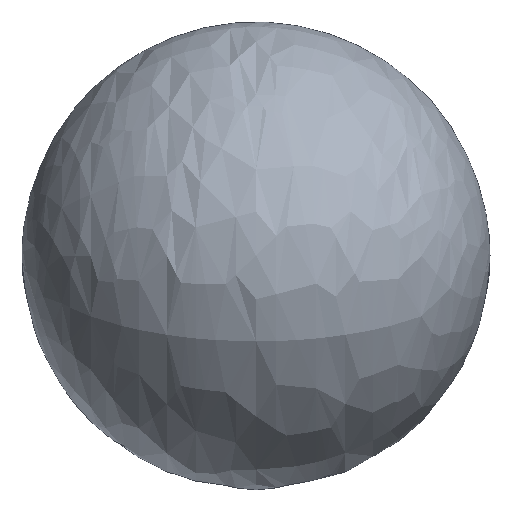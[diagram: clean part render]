
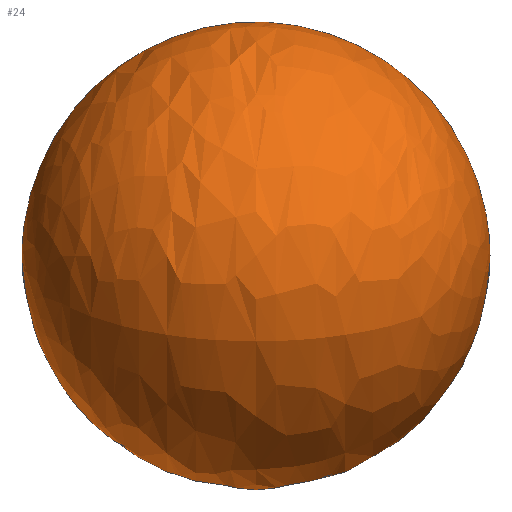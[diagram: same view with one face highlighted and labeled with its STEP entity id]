
A CAD part, top view. The second image highlights one B-rep face of the part: STEP entity #24.
In plain terms, the highlighted free-form (B-spline) face has degree [3, 3] with [7, 7] control points.
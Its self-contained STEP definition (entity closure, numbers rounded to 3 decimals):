
#15=FACE_OUTER_BOUND('',#16,.T.);
#16=EDGE_LOOP('',(#21,#22));
#17=B_SPLINE_CURVE_WITH_KNOTS('',3,(#87,#88,#89,#90,#91,#92,#93),
 .UNSPECIFIED.,.F.,.F.,(4,1,1,1,4),(0.,1.,2.,3.,4.),.UNSPECIFIED.);
#18=VERTEX_POINT('',#85);
#19=VERTEX_POINT('',#86);
#20=EDGE_CURVE('',#18,#19,#17,.T.);
#21=ORIENTED_EDGE('',*,*,#20,.T.);
#22=ORIENTED_EDGE('',*,*,#20,.F.);
#23=B_SPLINE_SURFACE_WITH_KNOTS('',3,3,((#36,#37,#38,#39,#40,#41,#42),(#43,
#44,#45,#46,#47,#48,#49),(#50,#51,#52,#53,#54,#55,#56),(#57,#58,#59,#60,
#61,#62,#63),(#64,#65,#66,#67,#68,#69,#70),(#71,#72,#73,#74,#75,#76,#77),
(#78,#79,#80,#81,#82,#83,#84)),.UNSPECIFIED.,.F.,.T.,.F.,(4,1,1,1,4),(4,
1,1,1,4),(0.,1.,2.,3.,4.),(0.,1.,2.,3.,4.),.UNSPECIFIED.);
#24=ADVANCED_FACE('',(#15),#23,.T.);
#36=CARTESIAN_POINT('Ctrl Pts',(-10.,2.673,1.41));
#37=CARTESIAN_POINT('Ctrl Pts',(-10.,2.673,1.41));
#38=CARTESIAN_POINT('Ctrl Pts',(-10.,2.673,1.41));
#39=CARTESIAN_POINT('Ctrl Pts',(-10.,2.673,1.41));
#40=CARTESIAN_POINT('Ctrl Pts',(-10.,2.673,1.41));
#41=CARTESIAN_POINT('Ctrl Pts',(-10.,2.673,1.41));
#42=CARTESIAN_POINT('Ctrl Pts',(-10.,2.673,1.41));
#43=CARTESIAN_POINT('Ctrl Pts',(-10.,5.285,1.41));
#44=CARTESIAN_POINT('Ctrl Pts',(-10.,5.285,0.104));
#45=CARTESIAN_POINT('Ctrl Pts',(-10.,2.673,-2.508));
#46=CARTESIAN_POINT('Ctrl Pts',(-10.,-1.245,1.41));
#47=CARTESIAN_POINT('Ctrl Pts',(-10.,2.673,5.328));
#48=CARTESIAN_POINT('Ctrl Pts',(-10.,5.285,2.716));
#49=CARTESIAN_POINT('Ctrl Pts',(-10.,5.285,1.41));
#50=CARTESIAN_POINT('Ctrl Pts',(-7.836,10.509,1.41));
#51=CARTESIAN_POINT('Ctrl Pts',(-7.836,10.509,-2.508));
#52=CARTESIAN_POINT('Ctrl Pts',(-7.836,2.673,-10.345));
#53=CARTESIAN_POINT('Ctrl Pts',(-7.836,-9.081,1.41));
#54=CARTESIAN_POINT('Ctrl Pts',(-7.836,2.673,13.164));
#55=CARTESIAN_POINT('Ctrl Pts',(-7.836,10.509,5.328));
#56=CARTESIAN_POINT('Ctrl Pts',(-7.836,10.509,1.41));
#57=CARTESIAN_POINT('Ctrl Pts',(0.,13.755,1.41));
#58=CARTESIAN_POINT('Ctrl Pts',(0.,13.755,-4.131));
#59=CARTESIAN_POINT('Ctrl Pts',(0.,2.673,-15.213));
#60=CARTESIAN_POINT('Ctrl Pts',(0.,-13.95,
1.41));
#61=CARTESIAN_POINT('Ctrl Pts',(0.,2.673,18.033));
#62=CARTESIAN_POINT('Ctrl Pts',(0.,13.755,6.951));
#63=CARTESIAN_POINT('Ctrl Pts',(0.,13.755,1.41));
#64=CARTESIAN_POINT('Ctrl Pts',(7.836,10.509,1.41));
#65=CARTESIAN_POINT('Ctrl Pts',(7.836,10.509,-2.508));
#66=CARTESIAN_POINT('Ctrl Pts',(7.836,2.673,-10.345));
#67=CARTESIAN_POINT('Ctrl Pts',(7.836,-9.081,1.41));
#68=CARTESIAN_POINT('Ctrl Pts',(7.836,2.673,13.164));
#69=CARTESIAN_POINT('Ctrl Pts',(7.836,10.509,5.328));
#70=CARTESIAN_POINT('Ctrl Pts',(7.836,10.509,1.41));
#71=CARTESIAN_POINT('Ctrl Pts',(10.,5.285,1.41));
#72=CARTESIAN_POINT('Ctrl Pts',(10.,5.285,0.104));
#73=CARTESIAN_POINT('Ctrl Pts',(10.,2.673,-2.508));
#74=CARTESIAN_POINT('Ctrl Pts',(10.,-1.245,1.41));
#75=CARTESIAN_POINT('Ctrl Pts',(10.,2.673,5.328));
#76=CARTESIAN_POINT('Ctrl Pts',(10.,5.285,2.716));
#77=CARTESIAN_POINT('Ctrl Pts',(10.,5.285,1.41));
#78=CARTESIAN_POINT('Ctrl Pts',(10.,2.673,1.41));
#79=CARTESIAN_POINT('Ctrl Pts',(10.,2.673,1.41));
#80=CARTESIAN_POINT('Ctrl Pts',(10.,2.673,1.41));
#81=CARTESIAN_POINT('Ctrl Pts',(10.,2.673,1.41));
#82=CARTESIAN_POINT('Ctrl Pts',(10.,2.673,1.41));
#83=CARTESIAN_POINT('Ctrl Pts',(10.,2.673,1.41));
#84=CARTESIAN_POINT('Ctrl Pts',(10.,2.673,1.41));
#85=CARTESIAN_POINT('',(-10.,2.673,1.41));
#86=CARTESIAN_POINT('',(10.,2.673,1.41));
#87=CARTESIAN_POINT('Ctrl Pts',(-10.,2.673,1.41));
#88=CARTESIAN_POINT('Ctrl Pts',(-10.,5.285,1.41));
#89=CARTESIAN_POINT('Ctrl Pts',(-7.836,10.509,1.41));
#90=CARTESIAN_POINT('Ctrl Pts',(0.,13.755,1.41));
#91=CARTESIAN_POINT('Ctrl Pts',(7.836,10.509,1.41));
#92=CARTESIAN_POINT('Ctrl Pts',(10.,5.285,1.41));
#93=CARTESIAN_POINT('Ctrl Pts',(10.,2.673,1.41));
